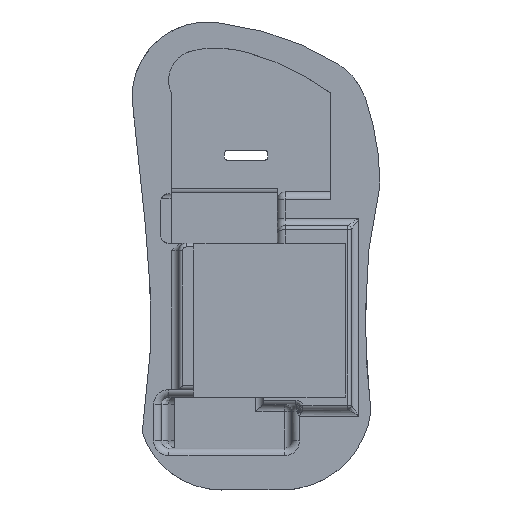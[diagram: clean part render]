
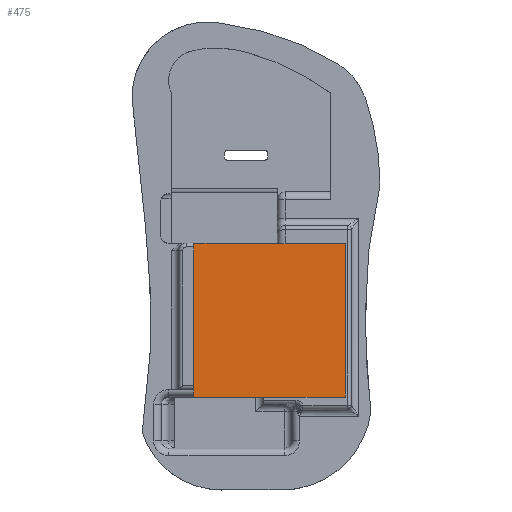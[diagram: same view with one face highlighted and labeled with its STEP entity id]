
A CAD part, top view. The second image highlights one B-rep face of the part: STEP entity #475.
In plain terms, the highlighted planar face has unit normal (0, 0, 1).
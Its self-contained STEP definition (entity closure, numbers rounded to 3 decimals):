
#38 = ORIENTED_EDGE ( 'NONE', *, *, #924, .F. ) ;
#107 = CARTESIAN_POINT ( 'NONE',  ( 112., 4.81, -8. ) ) ;
#141 = CARTESIAN_POINT ( 'NONE',  ( 133.9, 4.71, -8. ) ) ;
#167 = DIRECTION ( 'NONE',  ( 1., 0., 0. ) ) ;
#456 = EDGE_CURVE ( 'NONE', #6024, #4835, #5578, .T. ) ;
#475 = ADVANCED_FACE ( 'NONE', ( #1050 ), #1694, .T. ) ;
#732 = LINE ( 'NONE', #4174, #4964 ) ;
#743 = VECTOR ( 'NONE', #4082, 1000. ) ;
#924 = EDGE_CURVE ( 'NONE', #2131, #6256, #2831, .T. ) ;
#934 = EDGE_CURVE ( 'NONE', #1982, #5873, #6390, .T. ) ;
#940 = VECTOR ( 'NONE', #4658, 1000. ) ;
#1048 = CARTESIAN_POINT ( 'NONE',  ( 94., -35.69, -8. ) ) ;
#1050 = FACE_OUTER_BOUND ( 'NONE', #3181, .T. ) ;
#1122 = CARTESIAN_POINT ( 'NONE',  ( 133.9, 4.81, -8. ) ) ;
#1323 = EDGE_CURVE ( 'NONE', #1982, #2131, #2214, .T. ) ;
#1662 = CARTESIAN_POINT ( 'NONE',  ( 116., 4.71, -8. ) ) ;
#1667 = ORIENTED_EDGE ( 'NONE', *, *, #1323, .F. ) ;
#1680 = DIRECTION ( 'NONE',  ( -1., 0., 0. ) ) ;
#1682 = DIRECTION ( 'NONE',  ( 0., 0., 1. ) ) ;
#1694 = PLANE ( 'NONE',  #3162 ) ;
#1775 = CARTESIAN_POINT ( 'NONE',  ( 112., 0., -8. ) ) ;
#1819 = DIRECTION ( 'NONE',  ( 0., -1., 0. ) ) ;
#1820 = CARTESIAN_POINT ( 'NONE',  ( 94., 4.81, -8. ) ) ;
#1826 = ORIENTED_EDGE ( 'NONE', *, *, #456, .T. ) ;
#1982 = VERTEX_POINT ( 'NONE', #5100 ) ;
#2131 = VERTEX_POINT ( 'NONE', #141 ) ;
#2196 = EDGE_CURVE ( 'NONE', #2518, #6256, #732, .T. ) ;
#2214 = LINE ( 'NONE', #2497, #743 ) ;
#2497 = CARTESIAN_POINT ( 'NONE',  ( 116., 4.71, -8. ) ) ;
#2518 = VERTEX_POINT ( 'NONE', #4861 ) ;
#2660 = VECTOR ( 'NONE', #4419, 1000. ) ;
#2766 = DIRECTION ( 'NONE',  ( 0., 1., 0. ) ) ;
#2831 = LINE ( 'NONE', #1122, #2660 ) ;
#2949 = CARTESIAN_POINT ( 'NONE',  ( 94., 4.81, -8. ) ) ;
#3136 = ORIENTED_EDGE ( 'NONE', *, *, #934, .T. ) ;
#3162 = AXIS2_PLACEMENT_3D ( 'NONE', #1775, #1682, #1680 ) ;
#3181 = EDGE_LOOP ( 'NONE', ( #38, #1667, #3136, #5974, #1826, #3306, #4767 ) ) ;
#3306 = ORIENTED_EDGE ( 'NONE', *, *, #6932, .F. ) ;
#4082 = DIRECTION ( 'NONE',  ( 1., 0., 0. ) ) ;
#4098 = VECTOR ( 'NONE', #4950, 1000. ) ;
#4174 = CARTESIAN_POINT ( 'NONE',  ( 94., -35.69, -8. ) ) ;
#4266 = EDGE_CURVE ( 'NONE', #6024, #5873, #5303, .T. ) ;
#4335 = VECTOR ( 'NONE', #1819, 1000. ) ;
#4419 = DIRECTION ( 'NONE',  ( 0., -1., 0. ) ) ;
#4658 = DIRECTION ( 'NONE',  ( 1., 0., 0. ) ) ;
#4767 = ORIENTED_EDGE ( 'NONE', *, *, #2196, .T. ) ;
#4835 = VERTEX_POINT ( 'NONE', #1048 ) ;
#4861 = CARTESIAN_POINT ( 'NONE',  ( 111.642, -35.69, -8. ) ) ;
#4950 = DIRECTION ( 'NONE',  ( -1., 0., 0. ) ) ;
#4964 = VECTOR ( 'NONE', #167, 1000. ) ;
#5063 = VECTOR ( 'NONE', #2766, 1000. ) ;
#5100 = CARTESIAN_POINT ( 'NONE',  ( 116., 4.71, -8. ) ) ;
#5298 = CARTESIAN_POINT ( 'NONE',  ( 133.9, -35.69, -8. ) ) ;
#5303 = LINE ( 'NONE', #107, #940 ) ;
#5519 = CARTESIAN_POINT ( 'NONE',  ( 94., -35.69, -8. ) ) ;
#5528 = LINE ( 'NONE', #5519, #4098 ) ;
#5578 = LINE ( 'NONE', #1820, #4335 ) ;
#5873 = VERTEX_POINT ( 'NONE', #6993 ) ;
#5974 = ORIENTED_EDGE ( 'NONE', *, *, #4266, .F. ) ;
#6024 = VERTEX_POINT ( 'NONE', #2949 ) ;
#6256 = VERTEX_POINT ( 'NONE', #5298 ) ;
#6390 = LINE ( 'NONE', #1662, #5063 ) ;
#6932 = EDGE_CURVE ( 'NONE', #2518, #4835, #5528, .T. ) ;
#6993 = CARTESIAN_POINT ( 'NONE',  ( 116., 4.81, -8. ) ) ;
